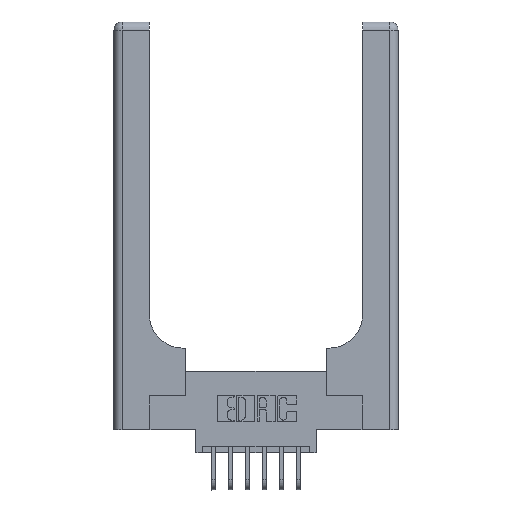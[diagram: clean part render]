
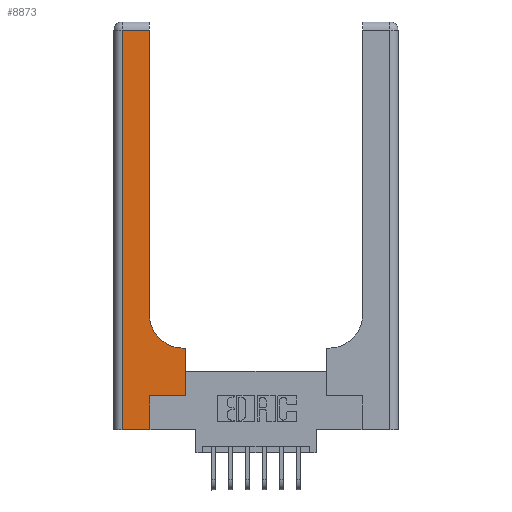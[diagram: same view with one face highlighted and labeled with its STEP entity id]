
A CAD part, top view. The second image highlights one B-rep face of the part: STEP entity #8873.
In plain terms, the highlighted planar face has unit normal (0, 0, 1).
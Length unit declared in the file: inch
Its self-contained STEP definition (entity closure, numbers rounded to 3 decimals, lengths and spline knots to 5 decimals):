
#36 = CARTESIAN_POINT ( 'NONE',  ( 0.51, 0.85, 0.37 ) ) ;
#362 = EDGE_CURVE ( 'NONE', #5668, #9303, #5222, .T. ) ;
#381 = CARTESIAN_POINT ( 'NONE',  ( 0.26, 0.6, 0.37 ) ) ;
#636 = VECTOR ( 'NONE', #12614, 39.37008 ) ;
#680 = EDGE_CURVE ( 'NONE', #1626, #12847, #8564, .T. ) ;
#1114 = CARTESIAN_POINT ( 'NONE',  ( 0.26, 0.85, 0.37 ) ) ;
#1503 = LINE ( 'NONE', #14630, #8234 ) ;
#1626 = VERTEX_POINT ( 'NONE', #3288 ) ;
#1677 = CARTESIAN_POINT ( 'NONE',  ( 0.51, 0.6, 0.37 ) ) ;
#1924 = VECTOR ( 'NONE', #13723, 39.37008 ) ;
#2500 = DIRECTION ( 'NONE',  ( 0., -1., 0. ) ) ;
#2557 = VERTEX_POINT ( 'NONE', #1114 ) ;
#2751 = CARTESIAN_POINT ( 'NONE',  ( 0.265, 0., 0.37 ) ) ;
#2864 = VERTEX_POINT ( 'NONE', #12857 ) ;
#3075 = CARTESIAN_POINT ( 'NONE',  ( 0., 2.94, 0.37 ) ) ;
#3239 = FACE_OUTER_BOUND ( 'NONE', #12383, .T. ) ;
#3279 = LINE ( 'NONE', #4162, #1924 ) ;
#3288 = CARTESIAN_POINT ( 'NONE',  ( 0.26, 2.94, 0.37 ) ) ;
#4162 = CARTESIAN_POINT ( 'NONE',  ( 0., 0., 0.37 ) ) ;
#4582 = EDGE_CURVE ( 'NONE', #13104, #5017, #5945, .T. ) ;
#4854 = VECTOR ( 'NONE', #2500, 39.37008 ) ;
#4939 = EDGE_CURVE ( 'NONE', #2557, #1626, #1503, .T. ) ;
#5017 = VERTEX_POINT ( 'NONE', #11332 ) ;
#5081 = CARTESIAN_POINT ( 'NONE',  ( 0.528, 0.25, 0.37 ) ) ;
#5145 = ORIENTED_EDGE ( 'NONE', *, *, #7710, .T. ) ;
#5222 = LINE ( 'NONE', #381, #636 ) ;
#5372 = ORIENTED_EDGE ( 'NONE', *, *, #5496, .T. ) ;
#5496 = EDGE_CURVE ( 'NONE', #5017, #6081, #14883, .T. ) ;
#5668 = VERTEX_POINT ( 'NONE', #14387 ) ;
#5945 = LINE ( 'NONE', #10615, #13904 ) ;
#6078 = VECTOR ( 'NONE', #12602, 39.37008 ) ;
#6081 = VERTEX_POINT ( 'NONE', #5081 ) ;
#6176 = ORIENTED_EDGE ( 'NONE', *, *, #362, .T. ) ;
#6294 = DIRECTION ( 'NONE',  ( 0., 0., -1. ) ) ;
#6892 = EDGE_CURVE ( 'NONE', #2864, #13104, #3279, .T. ) ;
#7266 = VECTOR ( 'NONE', #7295, 39.37008 ) ;
#7295 = DIRECTION ( 'NONE',  ( 1., 0., 0. ) ) ;
#7485 = CARTESIAN_POINT ( 'NONE',  ( 0., 3., 0.37 ) ) ;
#7508 = ORIENTED_EDGE ( 'NONE', *, *, #680, .T. ) ;
#7695 = ORIENTED_EDGE ( 'NONE', *, *, #4582, .T. ) ;
#7710 = EDGE_CURVE ( 'NONE', #6081, #5668, #10302, .T. ) ;
#8125 = LINE ( 'NONE', #9815, #4854 ) ;
#8234 = VECTOR ( 'NONE', #11086, 39.37008 ) ;
#8564 = LINE ( 'NONE', #3075, #6078 ) ;
#8585 = DIRECTION ( 'NONE',  ( 0., 0., -1. ) ) ;
#8873 = ADVANCED_FACE ( 'NONE', ( #3239 ), #13548, .F. ) ;
#8988 = DIRECTION ( 'NONE',  ( 0., 1., 0. ) ) ;
#9303 = VERTEX_POINT ( 'NONE', #1677 ) ;
#9668 = ORIENTED_EDGE ( 'NONE', *, *, #14336, .T. ) ;
#9815 = CARTESIAN_POINT ( 'NONE',  ( 0.06, 3., 0.37 ) ) ;
#10089 = CARTESIAN_POINT ( 'NONE',  ( 0.528, 0.25, 0.37 ) ) ;
#10116 = VECTOR ( 'NONE', #8988, 39.37008 ) ;
#10301 = ORIENTED_EDGE ( 'NONE', *, *, #10959, .T. ) ;
#10302 = LINE ( 'NONE', #10089, #10116 ) ;
#10455 = CARTESIAN_POINT ( 'NONE',  ( 0.06, 2.94, 0.37 ) ) ;
#10510 = DIRECTION ( 'NONE',  ( 0., 1., 0. ) ) ;
#10615 = CARTESIAN_POINT ( 'NONE',  ( 0.265, 0., 0.37 ) ) ;
#10637 = ORIENTED_EDGE ( 'NONE', *, *, #6892, .T. ) ;
#10959 = EDGE_CURVE ( 'NONE', #12847, #2864, #8125, .T. ) ;
#10994 = AXIS2_PLACEMENT_3D ( 'NONE', #36, #8585, #12218 ) ;
#11071 = CARTESIAN_POINT ( 'NONE',  ( 0.265, 0.25, 0.37 ) ) ;
#11086 = DIRECTION ( 'NONE',  ( 0., 1., 0. ) ) ;
#11332 = CARTESIAN_POINT ( 'NONE',  ( 0.265, 0.25, 0.37 ) ) ;
#11780 = ORIENTED_EDGE ( 'NONE', *, *, #4939, .T. ) ;
#12218 = DIRECTION ( 'NONE',  ( 1., 0., 0. ) ) ;
#12383 = EDGE_LOOP ( 'NONE', ( #11780, #7508, #10301, #10637, #7695, #5372, #5145, #6176, #9668 ) ) ;
#12427 = AXIS2_PLACEMENT_3D ( 'NONE', #7485, #6294, #14800 ) ;
#12602 = DIRECTION ( 'NONE',  ( -1., 0., 0. ) ) ;
#12614 = DIRECTION ( 'NONE',  ( -1., 0., 0. ) ) ;
#12847 = VERTEX_POINT ( 'NONE', #10455 ) ;
#12857 = CARTESIAN_POINT ( 'NONE',  ( 0.06, 0., 0.37 ) ) ;
#13104 = VERTEX_POINT ( 'NONE', #2751 ) ;
#13548 = PLANE ( 'NONE',  #12427 ) ;
#13723 = DIRECTION ( 'NONE',  ( 1., 0., 0. ) ) ;
#13904 = VECTOR ( 'NONE', #10510, 39.37008 ) ;
#14336 = EDGE_CURVE ( 'NONE', #9303, #2557, #14662, .T. ) ;
#14387 = CARTESIAN_POINT ( 'NONE',  ( 0.528, 0.6, 0.37 ) ) ;
#14630 = CARTESIAN_POINT ( 'NONE',  ( 0.26, 3., 0.37 ) ) ;
#14662 = CIRCLE ( 'NONE', #10994, 0.25 ) ;
#14800 = DIRECTION ( 'NONE',  ( -1., 0., 0. ) ) ;
#14883 = LINE ( 'NONE', #11071, #7266 ) ;
